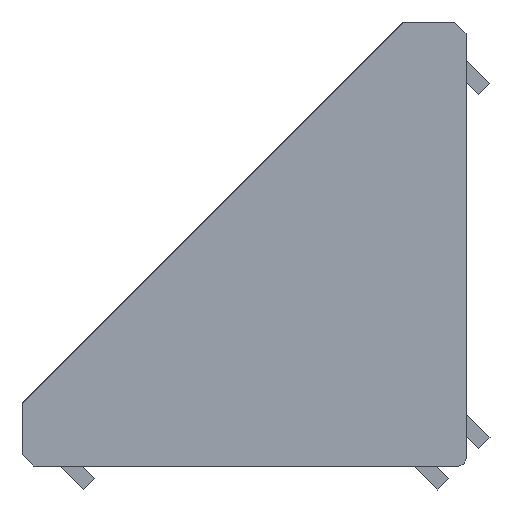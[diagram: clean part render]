
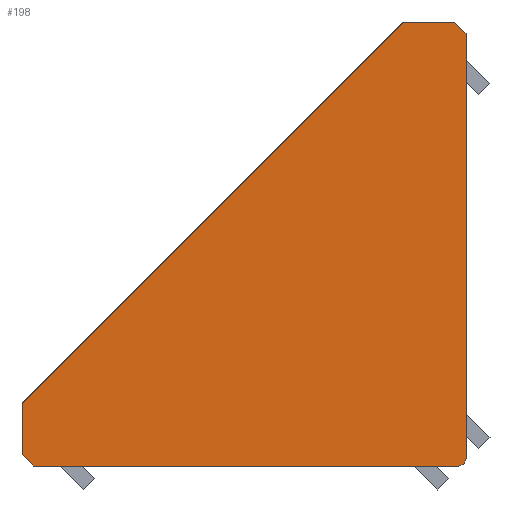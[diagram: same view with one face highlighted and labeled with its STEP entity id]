
A CAD part, left-side view. The second image highlights one B-rep face of the part: STEP entity #198.
In plain terms, the highlighted planar face has unit normal (-1, 0, 0).
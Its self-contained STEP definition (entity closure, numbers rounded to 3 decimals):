
#198 = ADVANCED_FACE( '', ( #379 ), #380, .F. );
#379 = FACE_OUTER_BOUND( '', #607, .T. );
#380 = PLANE( '', #608 );
#607 = EDGE_LOOP( '', ( #1214, #1215, #1216, #1217, #1218, #1219, #1220, #1221 ) );
#608 = AXIS2_PLACEMENT_3D( '', #1222, #1223, #1224 );
#1214 = ORIENTED_EDGE( '', *, *, #1817, .F. );
#1215 = ORIENTED_EDGE( '', *, *, #1818, .F. );
#1216 = ORIENTED_EDGE( '', *, *, #1819, .F. );
#1217 = ORIENTED_EDGE( '', *, *, #1820, .F. );
#1218 = ORIENTED_EDGE( '', *, *, #1821, .F. );
#1219 = ORIENTED_EDGE( '', *, *, #1822, .F. );
#1220 = ORIENTED_EDGE( '', *, *, #1823, .F. );
#1221 = ORIENTED_EDGE( '', *, *, #1824, .F. );
#1222 = CARTESIAN_POINT( '', ( -14., 0.5, 0.5 ) );
#1223 = DIRECTION( '', ( 1., 0., 0. ) );
#1224 = DIRECTION( '', ( 0., 0., -1. ) );
#1817 = EDGE_CURVE( '', #2275, #2276, #2277, .T. );
#1818 = EDGE_CURVE( '', #2278, #2275, #2279, .T. );
#1819 = EDGE_CURVE( '', #2280, #2278, #2281, .T. );
#1820 = EDGE_CURVE( '', #2282, #2280, #2283, .T. );
#1821 = EDGE_CURVE( '', #2284, #2282, #2285, .T. );
#1822 = EDGE_CURVE( '', #2286, #2284, #2287, .T. );
#1823 = EDGE_CURVE( '', #2288, #2286, #2289, .T. );
#1824 = EDGE_CURVE( '', #2276, #2288, #2290, .T. );
#2275 = VERTEX_POINT( '', #2970 );
#2276 = VERTEX_POINT( '', #2971 );
#2277 = LINE( '', #2972, #2973 );
#2278 = VERTEX_POINT( '', #2974 );
#2279 = LINE( '', #2975, #2976 );
#2280 = VERTEX_POINT( '', #2977 );
#2281 = LINE( '', #2978, #2979 );
#2282 = VERTEX_POINT( '', #2980 );
#2283 = LINE( '', #2981, #2982 );
#2284 = VERTEX_POINT( '', #2983 );
#2285 = CIRCLE( '', #2984, 0.5 );
#2286 = VERTEX_POINT( '', #2985 );
#2287 = LINE( '', #2986, #2987 );
#2288 = VERTEX_POINT( '', #2988 );
#2289 = LINE( '', #2989, #2990 );
#2290 = LINE( '', #2991, #2992 );
#2970 = CARTESIAN_POINT( '', ( -14., 28., 3.961 ) );
#2971 = CARTESIAN_POINT( '', ( -14., 3.961, 28. ) );
#2972 = CARTESIAN_POINT( '', ( -14., 28., 3.961 ) );
#2973 = VECTOR( '', #3353, 1000. );
#2974 = CARTESIAN_POINT( '', ( -14., 28., 0.706 ) );
#2975 = CARTESIAN_POINT( '', ( -14., 28., 0.706 ) );
#2976 = VECTOR( '', #3354, 1000. );
#2977 = CARTESIAN_POINT( '', ( -14., 27.294, 0. ) );
#2978 = CARTESIAN_POINT( '', ( -14., 27.294, 0. ) );
#2979 = VECTOR( '', #3355, 1000. );
#2980 = CARTESIAN_POINT( '', ( -14., 0.5, 0. ) );
#2981 = CARTESIAN_POINT( '', ( -14., 0.5, 0. ) );
#2982 = VECTOR( '', #3356, 1000. );
#2983 = CARTESIAN_POINT( '', ( -14., 0., 0.5 ) );
#2984 = AXIS2_PLACEMENT_3D( '', #3357, #3358, #3359 );
#2985 = CARTESIAN_POINT( '', ( -14., 0., 27.294 ) );
#2986 = CARTESIAN_POINT( '', ( -14., 0., 27.294 ) );
#2987 = VECTOR( '', #3360, 1000. );
#2988 = CARTESIAN_POINT( '', ( -14., 0.706, 28. ) );
#2989 = CARTESIAN_POINT( '', ( -14., 0.706, 28. ) );
#2990 = VECTOR( '', #3361, 1000. );
#2991 = CARTESIAN_POINT( '', ( -14., 3.961, 28. ) );
#2992 = VECTOR( '', #3362, 1000. );
#3353 = DIRECTION( '', ( 0., -0.707, 0.707 ) );
#3354 = DIRECTION( '', ( 0., 0., 1. ) );
#3355 = DIRECTION( '', ( 0., 0.707, 0.707 ) );
#3356 = DIRECTION( '', ( 0., 1., 0. ) );
#3357 = CARTESIAN_POINT( '', ( -14., 0.5, 0.5 ) );
#3358 = DIRECTION( '', ( 1., 0., 0. ) );
#3359 = DIRECTION( '', ( 0., 0., -1. ) );
#3360 = DIRECTION( '', ( 0., 0., -1. ) );
#3361 = DIRECTION( '', ( 0., -0.707, -0.707 ) );
#3362 = DIRECTION( '', ( 0., -1., 0. ) );
